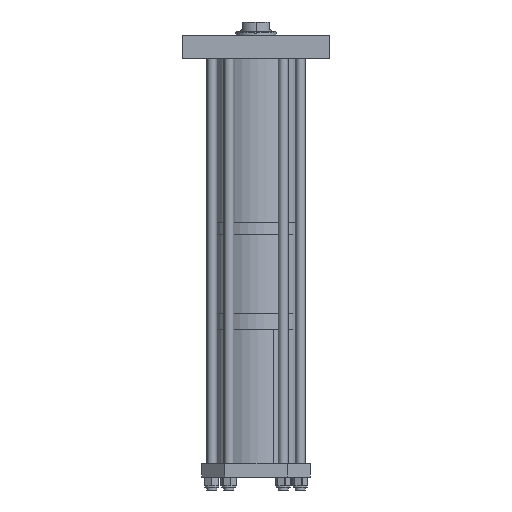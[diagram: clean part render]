
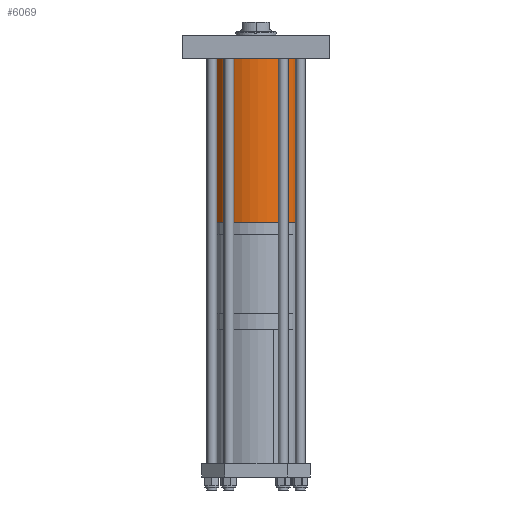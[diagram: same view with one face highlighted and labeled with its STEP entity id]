
A CAD part, front view. The second image highlights one B-rep face of the part: STEP entity #6069.
In plain terms, the highlighted cylindrical face has radius 152.4 mm (diameter 304.8 mm), a partial arc.
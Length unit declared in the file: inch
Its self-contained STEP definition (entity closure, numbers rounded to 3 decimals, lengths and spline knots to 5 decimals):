
#352 = VERTEX_POINT ( 'NONE', #5627 ) ;
#1134 = CARTESIAN_POINT ( 'NONE',  ( 6., 0., 21.13 ) ) ;
#1160 = FACE_OUTER_BOUND ( 'NONE', #11717, .T. ) ;
#1584 = EDGE_CURVE ( 'NONE', #3839, #3268, #11207, .T. ) ;
#1973 = VERTEX_POINT ( 'NONE', #1134 ) ;
#2443 = DIRECTION ( 'NONE',  ( 1., 0., 0. ) ) ;
#3134 = EDGE_CURVE ( 'NONE', #3268, #352, #11034, .T. ) ;
#3268 = VERTEX_POINT ( 'NONE', #5504 ) ;
#3325 = ORIENTED_EDGE ( 'NONE', *, *, #3134, .T. ) ;
#3797 = CIRCLE ( 'NONE', #8050, 6. ) ;
#3839 = VERTEX_POINT ( 'NONE', #5284 ) ;
#4000 = VECTOR ( 'NONE', #5722, 39.37008 ) ;
#4073 = EDGE_CURVE ( 'NONE', #3839, #1973, #3797, .T. ) ;
#4139 = DIRECTION ( 'NONE',  ( 0., 0., -1. ) ) ;
#4568 = AXIS2_PLACEMENT_3D ( 'NONE', #8075, #9823, #2443 ) ;
#4700 = ORIENTED_EDGE ( 'NONE', *, *, #4073, .F. ) ;
#4710 = CARTESIAN_POINT ( 'NONE',  ( 6., 0., 21.13 ) ) ;
#5284 = CARTESIAN_POINT ( 'NONE',  ( -6., 0., 21.13 ) ) ;
#5504 = CARTESIAN_POINT ( 'NONE',  ( -6., 0., 0. ) ) ;
#5627 = CARTESIAN_POINT ( 'NONE',  ( 6., 0., 0. ) ) ;
#5722 = DIRECTION ( 'NONE',  ( 0., 0., -1. ) ) ;
#6069 = ADVANCED_FACE ( 'NONE', ( #1160 ), #7982, .T. ) ;
#6806 = DIRECTION ( 'NONE',  ( 0., 0., -1. ) ) ;
#6956 = DIRECTION ( 'NONE',  ( -1., 0., 0. ) ) ;
#6977 = EDGE_CURVE ( 'NONE', #1973, #352, #11454, .T. ) ;
#7155 = ORIENTED_EDGE ( 'NONE', *, *, #1584, .T. ) ;
#7180 = CARTESIAN_POINT ( 'NONE',  ( 0., 0., 21.13 ) ) ;
#7822 = AXIS2_PLACEMENT_3D ( 'NONE', #10629, #6806, #6956 ) ;
#7982 = CYLINDRICAL_SURFACE ( 'NONE', #7822, 6. ) ;
#8050 = AXIS2_PLACEMENT_3D ( 'NONE', #7180, #11699, #9832 ) ;
#8075 = CARTESIAN_POINT ( 'NONE',  ( 0., 0., 0. ) ) ;
#8714 = VECTOR ( 'NONE', #4139, 39.37008 ) ;
#8807 = CARTESIAN_POINT ( 'NONE',  ( -6., 0., 21.13 ) ) ;
#9823 = DIRECTION ( 'NONE',  ( 0., 0., 1. ) ) ;
#9832 = DIRECTION ( 'NONE',  ( 1., 0., 0. ) ) ;
#10629 = CARTESIAN_POINT ( 'NONE',  ( 0., 0., 21.13 ) ) ;
#11034 = CIRCLE ( 'NONE', #4568, 6. ) ;
#11207 = LINE ( 'NONE', #8807, #8714 ) ;
#11454 = LINE ( 'NONE', #4710, #4000 ) ;
#11699 = DIRECTION ( 'NONE',  ( 0., 0., 1. ) ) ;
#11717 = EDGE_LOOP ( 'NONE', ( #11834, #4700, #7155, #3325 ) ) ;
#11834 = ORIENTED_EDGE ( 'NONE', *, *, #6977, .F. ) ;
